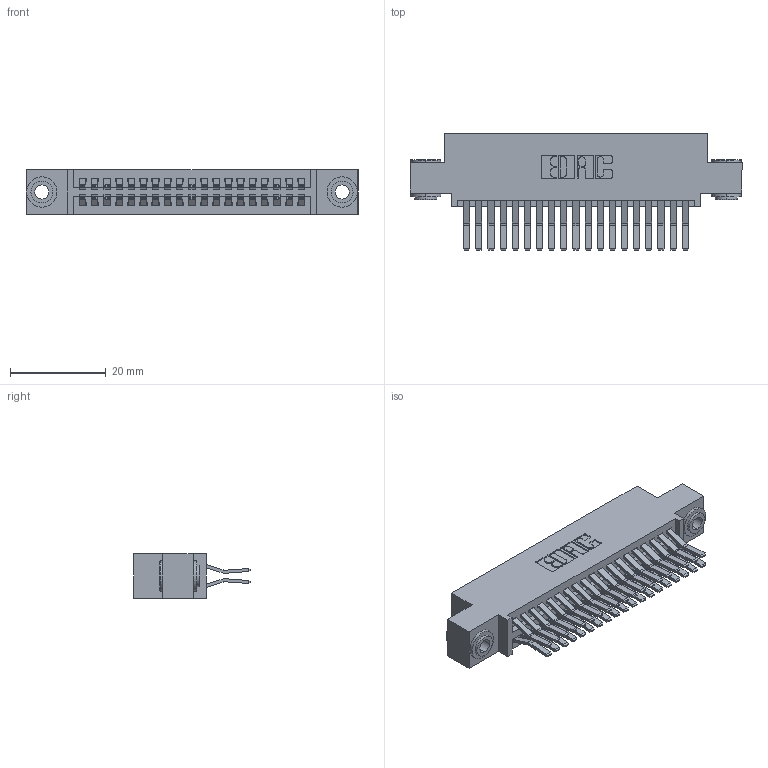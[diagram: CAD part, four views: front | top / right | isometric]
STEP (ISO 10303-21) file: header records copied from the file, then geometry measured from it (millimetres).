
FILE_DESCRIPTION (( 'STEP AP203' ), '1' );
FILE_NAME ('345-038-560-503.STEP', '2018-08-30T10:54:21', ( '' ), ( '' ), 'SwSTEP 2.0', 'SolidWorks 2016', '' );
FILE_SCHEMA (( 'CONFIG_CONTROL_DESIGN' ));
Length unit declared in the file: inch
Products named in the file (4): 345 Part_0.110 Offset - 0.156 Dia-TH; 345-292-001_560 Tail; 345-250-002_345-250-002-102; 345-038-560-503
Assembly tree (41 placements, depth 2):
  345-038-560-503
    345 Part_0.110 Offset - 0.156 Dia-TH
    345-292-001_560 Tail  x38
    345-250-002_345-250-002-102  x2
Bounding box: 69.47 x 24.45 x 9.4 mm (x, y, z)
Volume: 6729.9 mm3; surface area: 10440.8 mm2
Topology: 41 solids, 41 shells, 2144 faces, 6319 edges, 4158 vertices
Faces by surface type: plane 1348, cylinder 788, cone 8
Entity records: 18874 total; most frequent: CARTESIAN_POINT 3163, ORIENTED_EDGE 3090, DIRECTION 2851, EDGE_CURVE 1545, LINE 1309, VECTOR 1309, VERTEX_POINT 1026, AXIS2_PLACEMENT_3D 771
